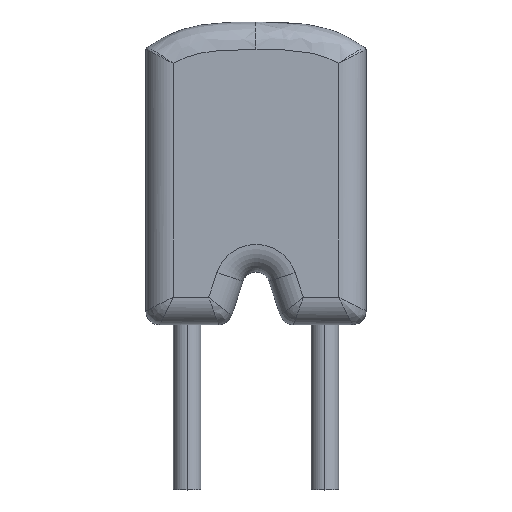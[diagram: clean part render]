
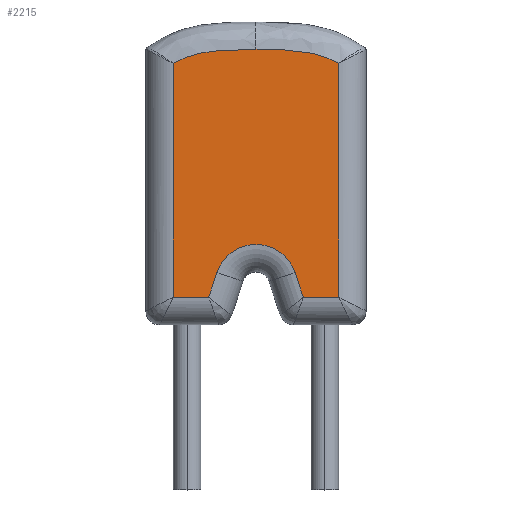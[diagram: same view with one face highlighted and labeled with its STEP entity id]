
A CAD part, top view. The second image highlights one B-rep face of the part: STEP entity #2215.
In plain terms, the highlighted planar face has unit normal (0, 0, 1).
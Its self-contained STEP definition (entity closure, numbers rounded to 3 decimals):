
#17 = VERTEX_POINT ( 'NONE', #2068 ) ;
#49 = EDGE_CURVE ( 'NONE', #17, #1757, #2158, .T. ) ;
#63 = VERTEX_POINT ( 'NONE', #916 ) ;
#67 = PLANE ( 'NONE',  #2172 ) ;
#70 = AXIS2_PLACEMENT_3D ( 'NONE', #856, #2132, #1945 ) ;
#118 = EDGE_CURVE ( 'NONE', #1757, #1040, #1850, .T. ) ;
#125 = CARTESIAN_POINT ( 'NONE',  ( 0., 0., 1.25 ) ) ;
#161 = LINE ( 'NONE', #2238, #1920 ) ;
#181 = VECTOR ( 'NONE', #1997, 1000. ) ;
#188 = CARTESIAN_POINT ( 'NONE',  ( -0.515, 4.999, 1.25 ) ) ;
#208 = CARTESIAN_POINT ( 'NONE',  ( -1.388, 4.811, 1.25 ) ) ;
#215 = CARTESIAN_POINT ( 'NONE',  ( 1.388, 4.811, 1.25 ) ) ;
#217 = EDGE_CURVE ( 'NONE', #1040, #1084, #1436, .T. ) ;
#219 = CARTESIAN_POINT ( 'NONE',  ( -1.268, 4.863, 1.25 ) ) ;
#264 = CARTESIAN_POINT ( 'NONE',  ( 1.5, 4.747, 1.25 ) ) ;
#276 = LINE ( 'NONE', #1459, #1372 ) ;
#281 = CARTESIAN_POINT ( 'NONE',  ( 1.5, 0.5, 1.25 ) ) ;
#285 = B_SPLINE_CURVE_WITH_KNOTS ( 'NONE', 3,
 ( #1088, #215, #384, #2087, #1925, #1378, #2247, #1398 ),
 .UNSPECIFIED., .F., .F.,
 ( 4, 2, 2, 4 ),
 ( 0., 0., 0.001, 0.002 ),
 .UNSPECIFIED. ) ;
#290 = CARTESIAN_POINT ( 'NONE',  ( 0.712, 0.947, 1.25 ) ) ;
#302 = FACE_OUTER_BOUND ( 'NONE', #951, .T. ) ;
#303 = CARTESIAN_POINT ( 'NONE',  ( -0.712, 0.947, 1.25 ) ) ;
#377 = LINE ( 'NONE', #1102, #2063 ) ;
#381 = ORIENTED_EDGE ( 'NONE', *, *, #118, .T. ) ;
#384 = CARTESIAN_POINT ( 'NONE',  ( 1.269, 4.863, 1.25 ) ) ;
#525 = ORIENTED_EDGE ( 'NONE', *, *, #1291, .T. ) ;
#566 = DIRECTION ( 'NONE',  ( 1., 0., 0. ) ) ;
#683 = VERTEX_POINT ( 'NONE', #1439 ) ;
#717 = VERTEX_POINT ( 'NONE', #281 ) ;
#746 = CARTESIAN_POINT ( 'NONE',  ( 0., 5., 1.25 ) ) ;
#856 = CARTESIAN_POINT ( 'NONE',  ( 0., 0.709, 1.25 ) ) ;
#863 = ORIENTED_EDGE ( 'NONE', *, *, #1142, .T. ) ;
#893 = ORIENTED_EDGE ( 'NONE', *, *, #217, .T. ) ;
#916 = CARTESIAN_POINT ( 'NONE',  ( -1.5, 4.747, 1.25 ) ) ;
#951 = EDGE_LOOP ( 'NONE', ( #1600, #1793, #1060, #525, #863, #1361, #381, #893, #1670 ) ) ;
#1040 = VERTEX_POINT ( 'NONE', #1700 ) ;
#1058 = CARTESIAN_POINT ( 'NONE',  ( -1.022, 4.936, 1.25 ) ) ;
#1060 = ORIENTED_EDGE ( 'NONE', *, *, #1596, .T. ) ;
#1072 = B_SPLINE_CURVE_WITH_KNOTS ( 'NONE', 3,
 ( #746, #1752, #188, #1252, #1058, #219, #208, #1946 ),
 .UNSPECIFIED., .F., .F.,
 ( 4, 2, 2, 4 ),
 ( 0., 0.001, 0.001, 0.002 ),
 .UNSPECIFIED. ) ;
#1084 = VERTEX_POINT ( 'NONE', #290 ) ;
#1088 = CARTESIAN_POINT ( 'NONE',  ( 1.5, 4.747, 1.25 ) ) ;
#1102 = CARTESIAN_POINT ( 'NONE',  ( 1.75, 0.5, 1.25 ) ) ;
#1142 = EDGE_CURVE ( 'NONE', #63, #17, #161, .T. ) ;
#1151 = VERTEX_POINT ( 'NONE', #1550 ) ;
#1182 = CARTESIAN_POINT ( 'NONE',  ( -0.86, 0.5, 1.25 ) ) ;
#1228 = VERTEX_POINT ( 'NONE', #264 ) ;
#1252 = CARTESIAN_POINT ( 'NONE',  ( -0.896, 4.957, 1.25 ) ) ;
#1291 = EDGE_CURVE ( 'NONE', #1151, #63, #1072, .T. ) ;
#1361 = ORIENTED_EDGE ( 'NONE', *, *, #49, .T. ) ;
#1372 = VECTOR ( 'NONE', #1641, 1000. ) ;
#1378 = CARTESIAN_POINT ( 'NONE',  ( 0.513, 4.999, 1.25 ) ) ;
#1380 = DIRECTION ( 'NONE',  ( 0., -1., 0. ) ) ;
#1398 = CARTESIAN_POINT ( 'NONE',  ( 0., 5., 1.25 ) ) ;
#1401 = LINE ( 'NONE', #1929, #1440 ) ;
#1436 = CIRCLE ( 'NONE', #70, 0.75 ) ;
#1439 = CARTESIAN_POINT ( 'NONE',  ( 0.86, 0.5, 1.25 ) ) ;
#1440 = VECTOR ( 'NONE', #1996, 1000. ) ;
#1459 = CARTESIAN_POINT ( 'NONE',  ( 0.917, 0.329, 1.25 ) ) ;
#1550 = CARTESIAN_POINT ( 'NONE',  ( 0., 5., 1.25 ) ) ;
#1551 = VECTOR ( 'NONE', #566, 1000. ) ;
#1596 = EDGE_CURVE ( 'NONE', #1228, #1151, #285, .T. ) ;
#1600 = ORIENTED_EDGE ( 'NONE', *, *, #2054, .T. ) ;
#1641 = DIRECTION ( 'NONE',  ( 0.316, -0.949, 0. ) ) ;
#1670 = ORIENTED_EDGE ( 'NONE', *, *, #2105, .T. ) ;
#1674 = DIRECTION ( 'NONE',  ( 0., 0., -1. ) ) ;
#1697 = DIRECTION ( 'NONE',  ( -1., 0., 0. ) ) ;
#1700 = CARTESIAN_POINT ( 'NONE',  ( -0.712, 0.947, 1.25 ) ) ;
#1752 = CARTESIAN_POINT ( 'NONE',  ( -0.257, 5., 1.25 ) ) ;
#1757 = VERTEX_POINT ( 'NONE', #1182 ) ;
#1793 = ORIENTED_EDGE ( 'NONE', *, *, #2076, .T. ) ;
#1850 = LINE ( 'NONE', #303, #181 ) ;
#1918 = DIRECTION ( 'NONE',  ( 1., 0., 0. ) ) ;
#1920 = VECTOR ( 'NONE', #1380, 1000. ) ;
#1925 = CARTESIAN_POINT ( 'NONE',  ( 0.897, 4.957, 1.25 ) ) ;
#1929 = CARTESIAN_POINT ( 'NONE',  ( 1.5, 5., 1.25 ) ) ;
#1945 = DIRECTION ( 'NONE',  ( -1., 0., 0. ) ) ;
#1946 = CARTESIAN_POINT ( 'NONE',  ( -1.5, 4.747, 1.25 ) ) ;
#1996 = DIRECTION ( 'NONE',  ( 0., 1., 0. ) ) ;
#1997 = DIRECTION ( 'NONE',  ( 0.316, 0.949, 0. ) ) ;
#2054 = EDGE_CURVE ( 'NONE', #683, #717, #377, .T. ) ;
#2063 = VECTOR ( 'NONE', #1918, 1000. ) ;
#2068 = CARTESIAN_POINT ( 'NONE',  ( -1.5, 0.5, 1.25 ) ) ;
#2076 = EDGE_CURVE ( 'NONE', #717, #1228, #1401, .T. ) ;
#2087 = CARTESIAN_POINT ( 'NONE',  ( 1.023, 4.936, 1.25 ) ) ;
#2105 = EDGE_CURVE ( 'NONE', #1084, #683, #276, .T. ) ;
#2132 = DIRECTION ( 'NONE',  ( 0., 0., -1. ) ) ;
#2147 = CARTESIAN_POINT ( 'NONE',  ( -0.68, 0.5, 1.25 ) ) ;
#2158 = LINE ( 'NONE', #2147, #1551 ) ;
#2172 = AXIS2_PLACEMENT_3D ( 'NONE', #125, #1674, #1697 ) ;
#2215 = ADVANCED_FACE ( 'NONE', ( #302 ), #67, .F. ) ;
#2238 = CARTESIAN_POINT ( 'NONE',  ( -1.5, 0.25, 1.25 ) ) ;
#2247 = CARTESIAN_POINT ( 'NONE',  ( 0.257, 5., 1.25 ) ) ;
